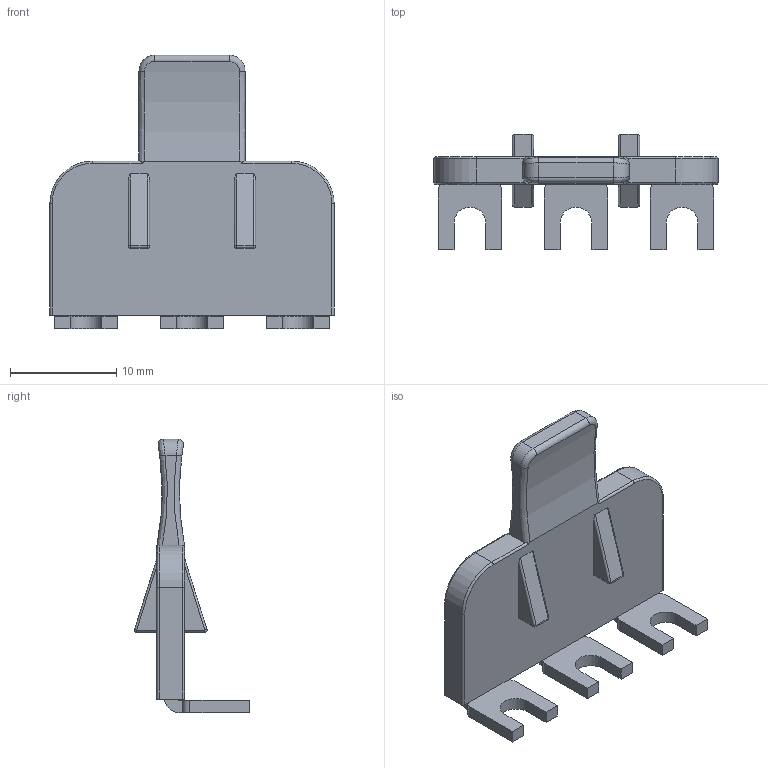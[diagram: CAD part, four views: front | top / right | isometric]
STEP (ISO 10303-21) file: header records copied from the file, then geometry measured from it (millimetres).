
FILE_DESCRIPTION (( 'STEP AP214' ), '1' );
FILE_NAME ('476403_IZUK 10-3.STP', '2013-11-21T06:05:39', ( 'arge' ), ( 'Microsoft' ), 'SwSTEP 2.0', 'SolidWorks 2013', '' );
FILE_SCHEMA (( 'AUTOMOTIVE_DESIGN' ));
Length unit declared in the file: millimetre
Products named in the file (1): 476403_IZUK 10-3
Bounding box: 26.8 x 10.86 x 25.8 mm (x, y, z)
Volume: 1344.8 mm3; surface area: 1847 mm2
Topology: 1 solids, 2 shells, 137 faces, 346 edges, 212 vertices
Faces by surface type: plane 62, cylinder 55, bspline 20
Entity records: 6056 total; most frequent: CARTESIAN_POINT 1367, ORIENTED_EDGE 676, DIRECTION 636, EDGE_CURVE 338, AXIS2_PLACEMENT_3D 216, VERTEX_POINT 212, LINE 204, VECTOR 204
